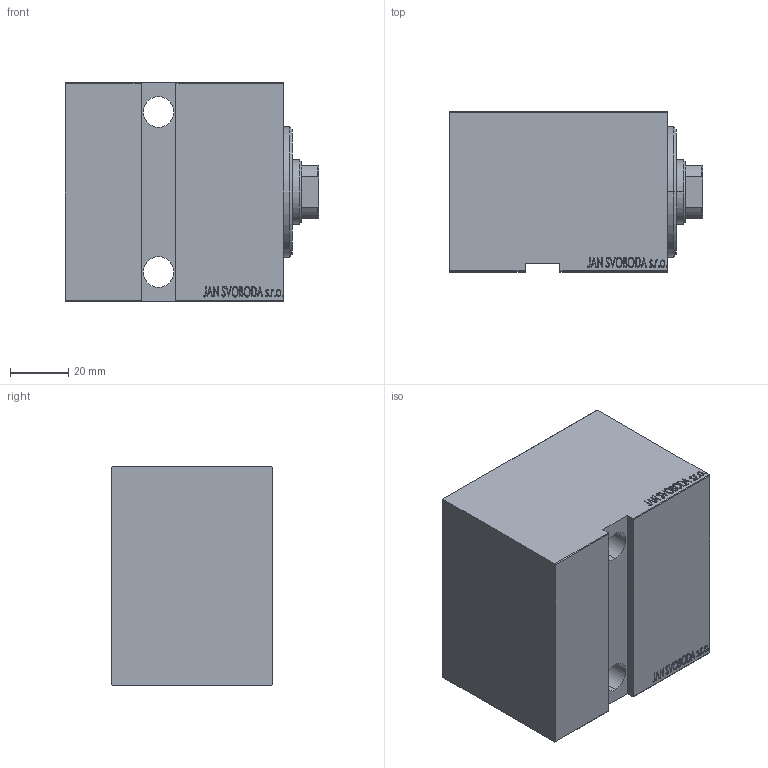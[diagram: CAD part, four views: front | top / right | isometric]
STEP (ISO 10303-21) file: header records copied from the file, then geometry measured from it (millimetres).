
FILE_DESCRIPTION (( 'STEP AP203' ), '1' );
FILE_NAME ('8f88.STEP', '2022-04-17T02:48:31', ( '' ), ( '' ), 'SwSTEP 2.0', 'SolidWorks 2019', '' );
FILE_SCHEMA (( 'CONFIG_CONTROL_DESIGN' ));
Length unit declared in the file: millimetre
Products named in the file (4): V450CM_E_VCP 2e37887238e889441615a92262cf9051; 8f88; V450CM_VC_B 2e37887238e889441615a92262cf9051; V450CM_E_Body 2e37887238e889441615a92262cf9051
Assembly tree (3 placements, depth 2):
  8f88
    V450CM_E_Body 2e37887238e889441615a92262cf9051
    V450CM_E_VCP 2e37887238e889441615a92262cf9051
    V450CM_VC_B 2e37887238e889441615a92262cf9051
Bounding box: 87 x 55 x 75 mm (x, y, z)
Volume: 282909.4 mm3; surface area: 54129.2 mm2
Topology: 3 solids, 3 shells, 848 faces, 2183 edges, 1448 vertices
Faces by surface type: plane 410, bspline 380, cylinder 44, cone 14
Entity records: 42901 total; most frequent: CARTESIAN_POINT 24349, ORIENTED_EDGE 4362, DIRECTION 2463, EDGE_CURVE 2181, VERTEX_POINT 1448, VECTOR 1307, LINE 1307, EDGE_LOOP 965
